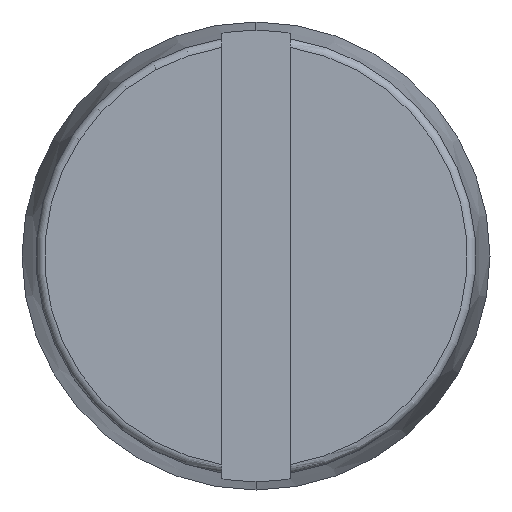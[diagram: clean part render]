
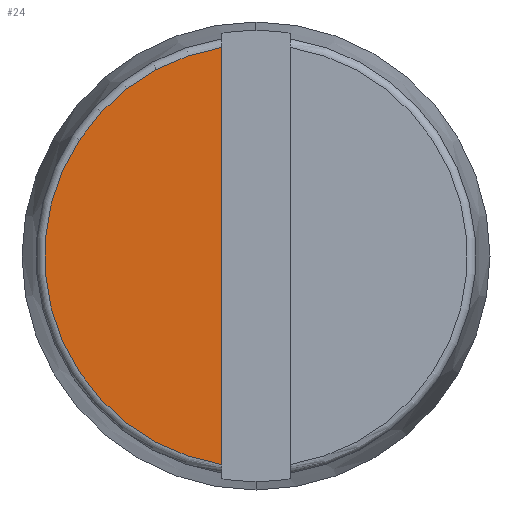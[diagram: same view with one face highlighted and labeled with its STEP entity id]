
A CAD part, left-side view. The second image highlights one B-rep face of the part: STEP entity #24.
In plain terms, the highlighted planar face has unit normal (-1, 0, 0).
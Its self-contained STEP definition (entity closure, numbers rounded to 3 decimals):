
#9 = ORIENTED_EDGE ( 'NONE', *, *, #35, .T. ) ;
#17 = CARTESIAN_POINT ( 'NONE',  ( 0., 0., 0. ) ) ;
#24 = ADVANCED_FACE ( 'NONE', ( #247 ), #473, .T. ) ;
#35 = EDGE_CURVE ( 'NONE', #109, #233, #447, .T. ) ;
#109 = VERTEX_POINT ( 'NONE', #321 ) ;
#140 = DIRECTION ( 'NONE',  ( 0., 0., 1. ) ) ;
#176 = AXIS2_PLACEMENT_3D ( 'NONE', #435, #460, #140 ) ;
#187 = AXIS2_PLACEMENT_3D ( 'NONE', #17, #262, #438 ) ;
#233 = VERTEX_POINT ( 'NONE', #441 ) ;
#247 = FACE_OUTER_BOUND ( 'NONE', #284, .T. ) ;
#262 = DIRECTION ( 'NONE',  ( -1., 0., 0. ) ) ;
#284 = EDGE_LOOP ( 'NONE', ( #492, #9 ) ) ;
#321 = CARTESIAN_POINT ( 'NONE',  ( 0., 0.4, 2.451 ) ) ;
#393 = VECTOR ( 'NONE', #412, 1000. ) ;
#397 = LINE ( 'NONE', #452, #393 ) ;
#412 = DIRECTION ( 'NONE',  ( 0., 0., -1. ) ) ;
#435 = CARTESIAN_POINT ( 'NONE',  ( 0., 0., 0. ) ) ;
#438 = DIRECTION ( 'NONE',  ( 0., 0., 1. ) ) ;
#441 = CARTESIAN_POINT ( 'NONE',  ( 0., 0.4, -2.451 ) ) ;
#447 = CIRCLE ( 'NONE', #187, 2.483 ) ;
#452 = CARTESIAN_POINT ( 'NONE',  ( 0., 0.4, 2.75 ) ) ;
#460 = DIRECTION ( 'NONE',  ( -1., 0., 0. ) ) ;
#473 = PLANE ( 'NONE',  #176 ) ;
#492 = ORIENTED_EDGE ( 'NONE', *, *, #528, .F. ) ;
#528 = EDGE_CURVE ( 'NONE', #109, #233, #397, .T. ) ;
